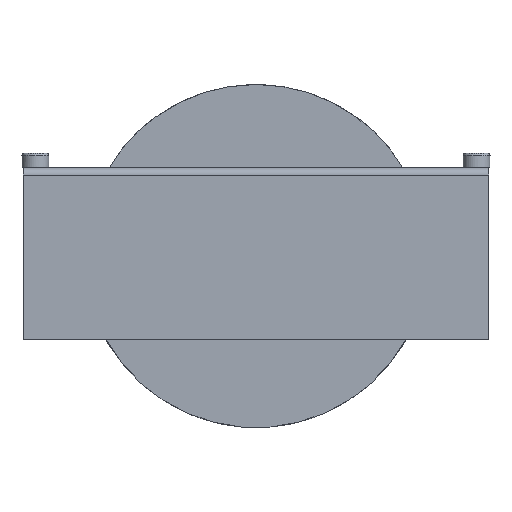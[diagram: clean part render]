
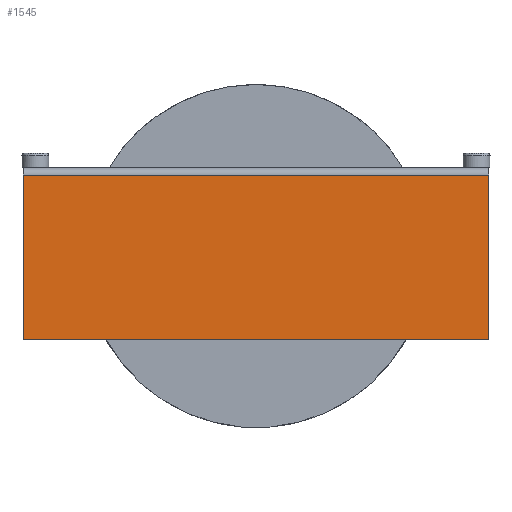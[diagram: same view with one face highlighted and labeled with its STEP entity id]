
A CAD part, left-side view. The second image highlights one B-rep face of the part: STEP entity #1545.
In plain terms, the highlighted planar face has unit normal (-1, 0, 0).
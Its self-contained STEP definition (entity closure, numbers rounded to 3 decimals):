
#436=PLANE('',#14479);
#958=FACE_OUTER_BOUND('',#4814,.T.);
#1545=ADVANCED_FACE('',(#958),#436,.T.);
#2333=LINE('',#23339,#3041);
#2789=LINE('',#27028,#3518);
#2807=LINE('',#27246,#3536);
#2812=LINE('',#27267,#3541);
#3041=VECTOR('',#15371,1.);
#3518=VECTOR('',#16307,1.);
#3536=VECTOR('',#16413,1.);
#3541=VECTOR('',#16442,1.);
#4814=EDGE_LOOP('',(#8156,#8157,#8158,#8159));
#8156=ORIENTED_EDGE('',*,*,#11810,.T.);
#8157=ORIENTED_EDGE('',*,*,#12430,.T.);
#8158=ORIENTED_EDGE('',*,*,#12377,.T.);
#8159=ORIENTED_EDGE('',*,*,#12419,.F.);
#10111=VERTEX_POINT('',#23338);
#10112=VERTEX_POINT('',#23340);
#10497=VERTEX_POINT('',#27027);
#10498=VERTEX_POINT('',#27029);
#11810=EDGE_CURVE('',#10112,#10111,#2333,.T.);
#12377=EDGE_CURVE('',#10498,#10497,#2789,.T.);
#12419=EDGE_CURVE('',#10112,#10497,#2807,.T.);
#12430=EDGE_CURVE('',#10111,#10498,#2812,.T.);
#14479=AXIS2_PLACEMENT_3D('',#27268,#16443,#16444);
#15371=DIRECTION('',(0.,0.,-1.));
#16307=DIRECTION('',(0.,0.,1.));
#16413=DIRECTION('',(0.,-1.,0.));
#16442=DIRECTION('',(0.,-1.,0.));
#16443=DIRECTION('',(-1.,0.,0.));
#16444=DIRECTION('',(0.,0.,-1.));
#23338=CARTESIAN_POINT('',(-342.538,47.5,-17.));
#23339=CARTESIAN_POINT('',(-342.538,47.5,16.5));
#23340=CARTESIAN_POINT('',(-342.538,47.5,16.5));
#27027=CARTESIAN_POINT('',(-342.538,-47.5,16.5));
#27028=CARTESIAN_POINT('',(-342.538,-47.5,-17.));
#27029=CARTESIAN_POINT('',(-342.538,-47.5,-17.));
#27246=CARTESIAN_POINT('',(-342.538,45.,16.5));
#27267=CARTESIAN_POINT('',(-342.538,45.,-17.));
#27268=CARTESIAN_POINT('',(-342.538,45.,16.5));
